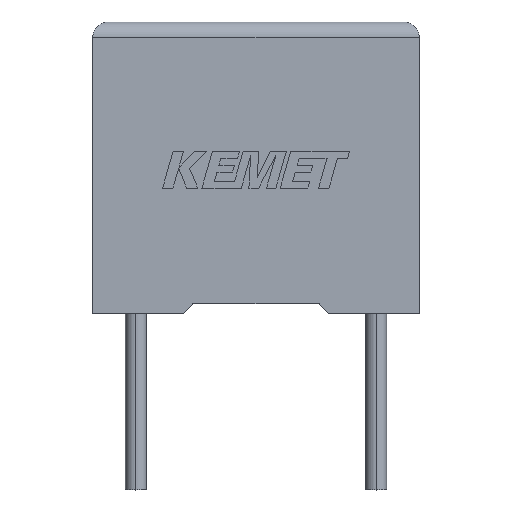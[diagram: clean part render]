
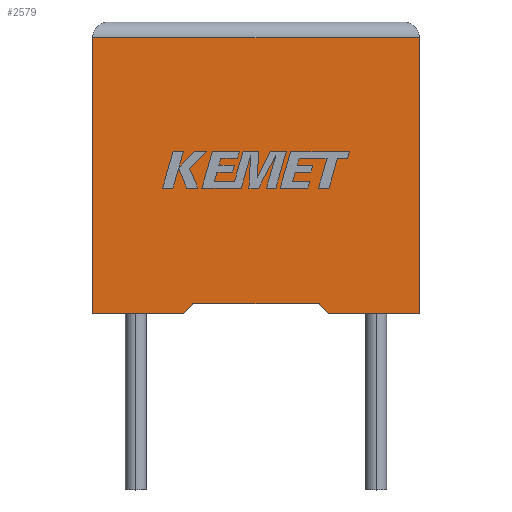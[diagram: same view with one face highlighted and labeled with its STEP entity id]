
A CAD part, top view. The second image highlights one B-rep face of the part: STEP entity #2579.
In plain terms, the highlighted planar face has unit normal (0, 0, 1).
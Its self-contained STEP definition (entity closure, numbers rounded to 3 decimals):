
#28 = LINE ( 'NONE', #2901, #158 ) ;
#77 = EDGE_CURVE ( 'NONE', #761, #1425, #3032, .T. ) ;
#158 = VECTOR ( 'NONE', #804, 1000. ) ;
#165 = CARTESIAN_POINT ( 'NONE',  ( 0., 0., 4.1 ) ) ;
#280 = ORIENTED_EDGE ( 'NONE', *, *, #557, .F. ) ;
#282 = AXIS2_PLACEMENT_3D ( 'NONE', #1779, #2026, #2261 ) ;
#336 = VERTEX_POINT ( 'NONE', #1743 ) ;
#405 = DIRECTION ( 'NONE',  ( 0., -1., 0. ) ) ;
#469 = EDGE_CURVE ( 'NONE', #1425, #2693, #1850, .T. ) ;
#484 = CARTESIAN_POINT ( 'NONE',  ( 7.35, 0., 4.1 ) ) ;
#518 = DIRECTION ( 'NONE',  ( 0.67, -0.742, 0. ) ) ;
#557 = EDGE_CURVE ( 'NONE', #1773, #1126, #2282, .T. ) ;
#641 = CARTESIAN_POINT ( 'NONE',  ( 10.2, 0., 4.1 ) ) ;
#674 = VECTOR ( 'NONE', #405, 1000. ) ;
#761 = VERTEX_POINT ( 'NONE', #641 ) ;
#766 = ORIENTED_EDGE ( 'NONE', *, *, #469, .T. ) ;
#767 = LINE ( 'NONE', #1031, #1298 ) ;
#781 = VECTOR ( 'NONE', #1122, 1000. ) ;
#804 = DIRECTION ( 'NONE',  ( 1., 0., 0. ) ) ;
#830 = EDGE_CURVE ( 'NONE', #336, #2240, #767, .T. ) ;
#844 = PLANE ( 'NONE',  #282 ) ;
#856 = DIRECTION ( 'NONE',  ( -1., 0., 0. ) ) ;
#866 = EDGE_CURVE ( 'NONE', #2240, #761, #28, .T. ) ;
#915 = LINE ( 'NONE', #2810, #1514 ) ;
#981 = VERTEX_POINT ( 'NONE', #165 ) ;
#1031 = CARTESIAN_POINT ( 'NONE',  ( 7.35, 0., 4.1 ) ) ;
#1084 = ORIENTED_EDGE ( 'NONE', *, *, #830, .T. ) ;
#1122 = DIRECTION ( 'NONE',  ( 1., 0., 0. ) ) ;
#1126 = VERTEX_POINT ( 'NONE', #3029 ) ;
#1132 = EDGE_CURVE ( 'NONE', #336, #1773, #915, .T. ) ;
#1298 = VECTOR ( 'NONE', #518, 1000. ) ;
#1350 = VECTOR ( 'NONE', #2084, 1000. ) ;
#1370 = LINE ( 'NONE', #2821, #674 ) ;
#1384 = CARTESIAN_POINT ( 'NONE',  ( 2.85, 0., 4.1 ) ) ;
#1393 = EDGE_LOOP ( 'NONE', ( #2387, #766, #2892, #1409, #280, #1404, #1084, #2162 ) ) ;
#1404 = ORIENTED_EDGE ( 'NONE', *, *, #1132, .F. ) ;
#1409 = ORIENTED_EDGE ( 'NONE', *, *, #1493, .T. ) ;
#1425 = VERTEX_POINT ( 'NONE', #3036 ) ;
#1493 = EDGE_CURVE ( 'NONE', #981, #1126, #2583, .T. ) ;
#1514 = VECTOR ( 'NONE', #2134, 1000. ) ;
#1588 = VECTOR ( 'NONE', #856, 1000. ) ;
#1617 = CARTESIAN_POINT ( 'NONE',  ( 10.2, 0., 4.1 ) ) ;
#1743 = CARTESIAN_POINT ( 'NONE',  ( 7.067, 0.314, 4.1 ) ) ;
#1773 = VERTEX_POINT ( 'NONE', #1868 ) ;
#1779 = CARTESIAN_POINT ( 'NONE',  ( 0., 0., 4.1 ) ) ;
#1850 = LINE ( 'NONE', #3030, #1588 ) ;
#1868 = CARTESIAN_POINT ( 'NONE',  ( 3.133, 0.314, 4.1 ) ) ;
#2026 = DIRECTION ( 'NONE',  ( 0., 0., -1. ) ) ;
#2084 = DIRECTION ( 'NONE',  ( -0.67, -0.742, 0. ) ) ;
#2096 = CARTESIAN_POINT ( 'NONE',  ( 0., 0., 4.1 ) ) ;
#2134 = DIRECTION ( 'NONE',  ( -1., 0., 0. ) ) ;
#2162 = ORIENTED_EDGE ( 'NONE', *, *, #866, .T. ) ;
#2228 = FACE_OUTER_BOUND ( 'NONE', #1393, .T. ) ;
#2240 = VERTEX_POINT ( 'NONE', #484 ) ;
#2261 = DIRECTION ( 'NONE',  ( -1., 0., 0. ) ) ;
#2282 = LINE ( 'NONE', #1384, #1350 ) ;
#2375 = EDGE_CURVE ( 'NONE', #2693, #981, #1370, .T. ) ;
#2387 = ORIENTED_EDGE ( 'NONE', *, *, #77, .T. ) ;
#2579 = ADVANCED_FACE ( 'NONE', ( #2228 ), #844, .F. ) ;
#2583 = LINE ( 'NONE', #2096, #781 ) ;
#2693 = VERTEX_POINT ( 'NONE', #2800 ) ;
#2800 = CARTESIAN_POINT ( 'NONE',  ( 0., 8.6, 4.1 ) ) ;
#2810 = CARTESIAN_POINT ( 'NONE',  ( 5.1, 0.314, 4.1 ) ) ;
#2821 = CARTESIAN_POINT ( 'NONE',  ( 0., 0., 4.1 ) ) ;
#2892 = ORIENTED_EDGE ( 'NONE', *, *, #2375, .T. ) ;
#2901 = CARTESIAN_POINT ( 'NONE',  ( 0., 0., 4.1 ) ) ;
#2988 = DIRECTION ( 'NONE',  ( 0., 1., 0. ) ) ;
#3003 = VECTOR ( 'NONE', #2988, 1000. ) ;
#3029 = CARTESIAN_POINT ( 'NONE',  ( 2.85, 0., 4.1 ) ) ;
#3030 = CARTESIAN_POINT ( 'NONE',  ( 0., 8.6, 4.1 ) ) ;
#3032 = LINE ( 'NONE', #1617, #3003 ) ;
#3036 = CARTESIAN_POINT ( 'NONE',  ( 10.2, 8.6, 4.1 ) ) ;
